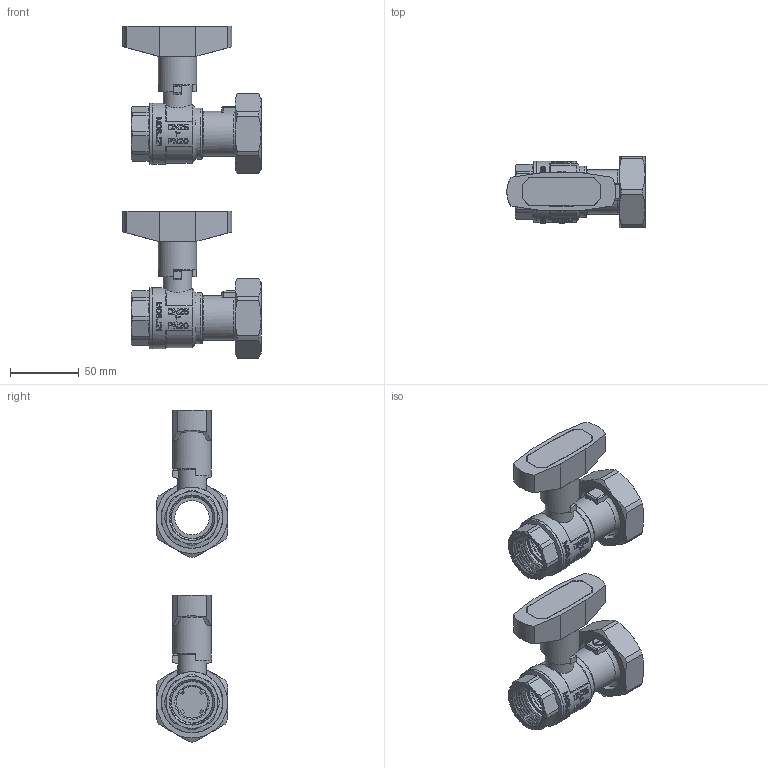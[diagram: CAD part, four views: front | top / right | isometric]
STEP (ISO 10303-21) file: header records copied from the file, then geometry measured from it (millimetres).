
FILE_DESCRIPTION(/* description */ ('Unknown'),/* implementation_level */ '2;1');
FILE_NAME(/* name */ '10811086',/* time_stamp */ '2024-06-26T11:05:30+02:00',/* author */ ('Unknown'),/* organization */ ('Unknown'),/* preprocessor_version */ 'ST-DEVELOPER v19.4',/* originating_system */ 'Solid Edge',/* authorisation */ 'Unknown');
FILE_SCHEMA (('AUTOMOTIVE_DESIGN {1 0 10303 214 3 1 1}'));
Products named in the file (33): 10811086; 1081_2021.07.16_oa_0; VJ0101431606V; VT05105006Q; VT07405106Q; VJ0102431606V; VT0801435006_ASM; VT0801435006-2; VT0801435006-1; VT120017-M10X18-1; VT0801431006-1; 1086_2021.07.16_oa_1; VJ0101431706V; VT42001106; VT52000306; VT40000706; VT24000206; VT09000502; VT24000306; GB-896-86-3-4; VT19000806; VT09019702; VT09011302; 98000680-68; 97000077-1 1_2
Assembly tree (34 placements, depth 4):
  10811086
    1081_2021.07.16_oa_0
      VJ0101431606V
      VT05105006Q
      VT07405106Q
      VJ0102431606V
      VT0801435006_ASM
        VT0801435006-2
        VT0801435006-1
      VT120017-M10X18-1
      VT0801431006-1
    1086_2021.07.16_oa_1
      VJ0101431706V
      VT05105006Q
      VJ0102431606V
      VT07405106Q
      VT0801435006_ASM
        VT0801435006-2
        VT0801435006-1
      VT120017-M10X18-1
      VT0801431006-1
      VT42001106
      VT52000306
      VT40000706
      VT24000206
      VT09000502
      VT24000306
      GB-896-86-3-4
      VT19000806
      VT09019702
      VT09011302
    98000680-68  x2
    97000077-1 1_2  x2
Bounding box: 100.72 x 52 x 242.05 mm (x, y, z)
Volume: 174138.1 mm3; surface area: 137250.8 mm2
Topology: 30 solids, 34 shells, 2709 faces, 7495 edges, 4981 vertices
Faces by surface type: plane 1937, cylinder 389, bspline 220, cone 135, torus 24, sphere 4
Full cylindrical faces by diameter (mm): 3.1 x1, 3.4 x4, 4 x1, 4.1 x1, 5 x2, 5.2 x1, 5.4 x8, 5.5 x1, 7 x2, 8 x3, 8.5 x16, 8.8 x2, 9 x2, 12 x6, 12.1 x2, 13 x2, 14 x4, 15 x2, 16 x2, 16.5 x8, 18 x2, 18.1 x2, 21 x2, 22 x1, 22.1 x1, 22.5 x2, 23 x1, 25 x4, 28 x2, 28.2 x2
Entity records: 107940 total; most frequent: CARTESIAN_POINT 40463, ORIENTED_EDGE 14150, DIRECTION 13926, EDGE_CURVE 7079, AXIS2_PLACEMENT_3D 5505, VERTEX_POINT 4824, CIRCLE 2963, FACE_BOUND 2957
